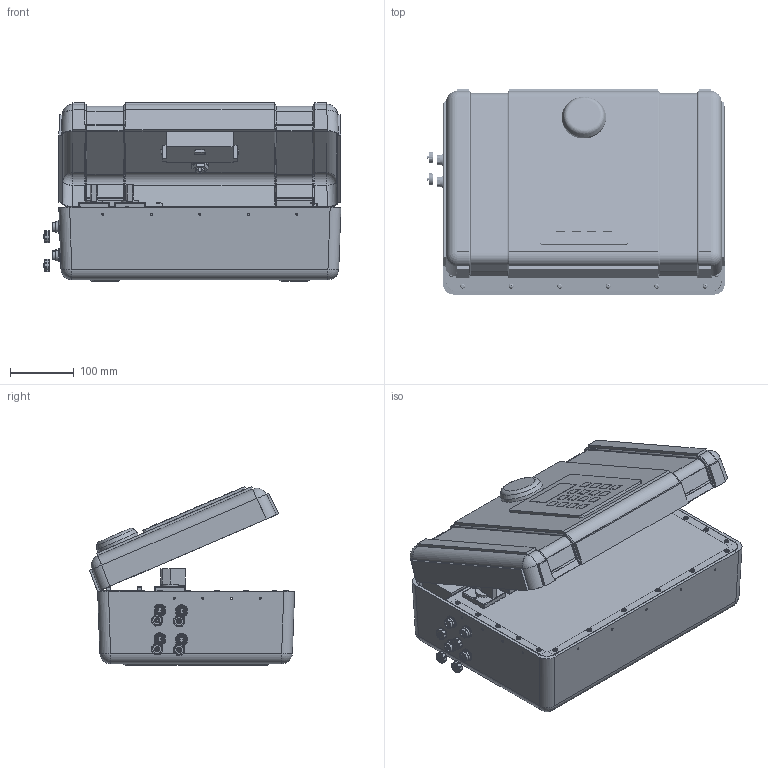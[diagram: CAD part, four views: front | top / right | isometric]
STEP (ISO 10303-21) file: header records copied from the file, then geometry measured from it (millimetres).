
FILE_DESCRIPTION(/* description */ (''),/* implementation_level */ '2;1');
FILE_NAME(/* name */ 'Suitcase v18.step',/* time_stamp */ '2023-07-06T18:08:10+02:00',/* author */ (''),/* organization */ (''),/* preprocessor_version */ 'ST-DEVELOPER v19.2',/* originating_system */ 'Autodesk Translation Framework v12.6.0.85',/* authorisation */ '');
FILE_SCHEMA (('AUTOMOTIVE_DESIGN { 1 0 10303 214 3 1 1 }'));
Products named in the file (28): Suitcase; Base; LICOR_850A; CR1000X; Quartzlite Router; WEIPU SP1312-S2C v4; Festebrakett_KORT; Festebrakett_Lang; WEIPU SP1312-S2C v4_1; Festebrakett_KORT(Mirror); Bottom_Plate; WEIPU SP1312-S2C v4_2; Component2; RS PRO 12V Sealed Lead Acid Battery - 9Ah; WEIPU SP1312-S2C v4_3; ðàçúåì SP1312_S2_; êðûøêà äëÿ SP1312; SCREWS; 94500A226_316 Stainless Steel Button Head Hex Drive Screws; RS-PRO_SWITCH; 2300-base_internal_tub; 2300-base_internal_tub_1; Lid; 2300-lid_internal_tub; 2300-lid_internal_tub_1; LTE Antenna 202-4091; NUT; CD-100
Assembly tree (50 placements, depth 4):
  Suitcase
    Base
      RS-PRO_SWITCH  x2
      LICOR_850A
      CR1000X
      Quartzlite Router
      WEIPU SP1312-S2C v4
        ðàçúåì SP1312_S2_
        êðûøêà äëÿ SP1312
      Festebrakett_KORT
      Festebrakett_Lang
      WEIPU SP1312-S2C v4_1
        ðàçúåì SP1312_S2_
        êðûøêà äëÿ SP1312
      Festebrakett_KORT(Mirror)
      Bottom_Plate
      WEIPU SP1312-S2C v4_2
        ðàçúåì SP1312_S2_
        êðûøêà äëÿ SP1312
      Component2
      RS PRO 12V Sealed Lead Acid Battery - 9Ah  x2
      WEIPU SP1312-S2C v4_3
        ðàçúåì SP1312_S2_
        êðûøêà äëÿ SP1312
      SCREWS
        94500A226_316 Stainless Steel Button Head Hex Drive Screws  x16
      2300-base_internal_tub
        2300-base_internal_tub_1
    Lid
      2300-lid_internal_tub
        2300-lid_internal_tub_1
      LTE Antenna 202-4091
        NUT
      CD-100
Bounding box: 466.46 x 321.29 x 279.78 mm (x, y, z)
Volume: 8778011.9 mm3; surface area: 2049765.6 mm2
Topology: 106 solids, 106 shells, 2717 faces, 6406 edges, 4088 vertices
Faces by surface type: plane 1450, cylinder 686, bspline 337, cone 113, torus 83, sphere 48
Full cylindrical faces by diameter (mm): 0.9 x8, 1.4 x1, 3 x8, 3.3 x17, 3.4 x4, 3.81 x4, 4 x144, 4.1 x13, 4.4 x4, 5 x34, 6 x22, 6.2 x6, 7 x1, 7.6 x16, 8 x12, 8.7 x4, 9.5 x1, 10.8 x8, 11.5 x4, 12 x4, 12.2 x4, 13.3 x4, 13.6 x4, 14.5 x1, 15 x1, 15.3 x4, 16 x5, 17 x4, 24.4 x1, 26 x1
Entity records: 57589 total; most frequent: CARTESIAN_POINT 19545, ORIENTED_EDGE 7786, DIRECTION 7187, EDGE_CURVE 3893, VERTEX_POINT 2477, LINE 2457, VECTOR 2457, AXIS2_PLACEMENT_3D 2365
